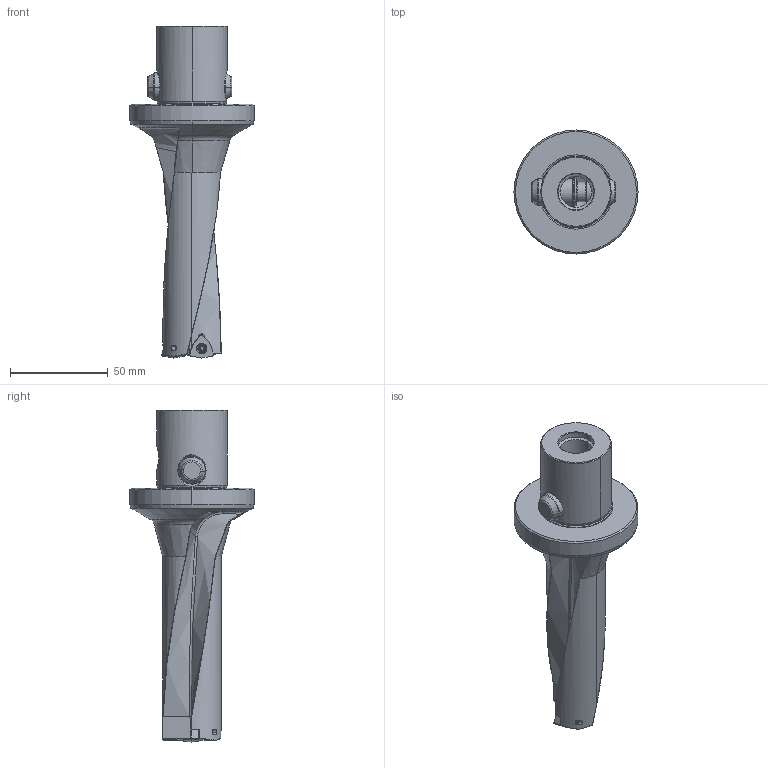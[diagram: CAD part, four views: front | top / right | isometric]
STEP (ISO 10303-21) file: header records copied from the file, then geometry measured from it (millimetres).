
FILE_DESCRIPTION(('no description'),'unknown implementation level');
FILE_NAME('B36C6A29-B06A-4430-A1D6-26CCA0E05709_export.stp',' ',('CIMSOURCE GmbH'),('CADClick - KiM GmbH - www.kimweb.de'),'unknown preprocess','ACIS','unknown authorization');
FILE_SCHEMA(('automotive_design'));
Length unit declared in the file: millimetre
Products named in the file (7): 336.731 Kaiser WB 31-93 X CK6|694.137 Kasier ETL M3,5 X 9,4 T10 IP 10S_Standard;NONE; 336.731 Kaiser WB 31-93 X CK6|336.731 Kaiser WB 31-93 X CK6_Standard-2;NONE; 336.731 Kaiser WB 31-93 X CK6|336.731 Kaiser WB 31-93 X CK6_Standard-1;NONE; 336.731 Kaiser WB 31-93 X CK6|336.731 Kaiser WB 31-93 X CK6_Standard;NONE; 336.731 Kaiser WB 31-93 X CK6|691.506 Kaiser ETL D14 X 43K_Standard|691.526 Mitnehmerbolzen_Standard;NONE; 336.731 Kaiser WB 31-93 X CK6|691.506 Kaiser ETL D14 X 43K_Standard|693.305 Sprengring_Standard;NONE
Bounding box: 63.5 x 63.5 x 170 mm (x, y, z)
Volume: 129361.6 mm3; surface area: 32570.7 mm2
Topology: 7 solids, 7 shells, 381 faces, 943 edges, 572 vertices
Faces by surface type: cylinder 123, plane 90, cone 75, bspline 45, torus 44, sphere 4
Entity records: 72991 total; most frequent: CARTESIAN_POINT 53429, STYLED_ITEM 1897, PRESENTATION_STYLE_ASSIGNMENT 1897, COLOUR_RGB 1897, ORIENTED_EDGE 1874, DIRECTION 1848, EDGE_CURVE 937, CURVE_STYLE 937
